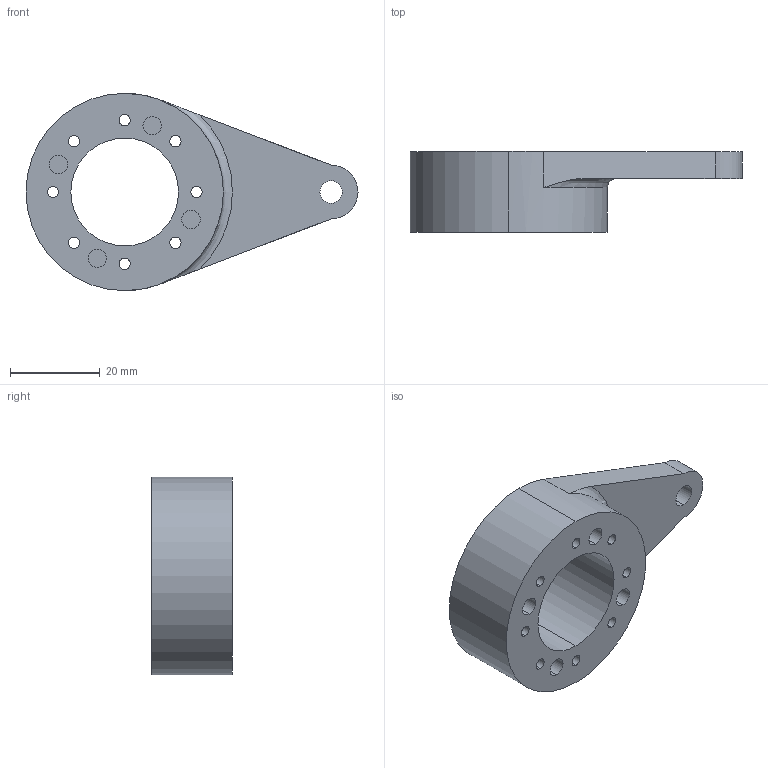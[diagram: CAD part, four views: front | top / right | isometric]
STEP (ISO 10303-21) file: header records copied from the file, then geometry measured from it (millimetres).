
FILE_DESCRIPTION (( 'STEP AP214' ), '1' );
FILE_NAME ('fsa45_30_output.step', '2024-09-12T07:57:04', ( '' ), ( '' ), 'SwSTEP 2.0', 'SolidWorks 2021', '' );
FILE_SCHEMA (( 'AUTOMOTIVE_DESIGN' ));
Length unit declared in the file: millimetre
Products named in the file (1): fsa45_30_output
Bounding box: 74 x 18 x 44 mm (x, y, z)
Volume: 21687.1 mm3; surface area: 9038.3 mm2
Topology: 1 solids, 1 shells, 65 faces, 153 edges, 102 vertices
Faces by surface type: cylinder 47, plane 17, torus 1
Entity records: 2010 total; most frequent: DIRECTION 380, CARTESIAN_POINT 337, ORIENTED_EDGE 306, AXIS2_PLACEMENT_3D 163, EDGE_CURVE 153, VERTEX_POINT 102, EDGE_LOOP 97, CIRCLE 97
